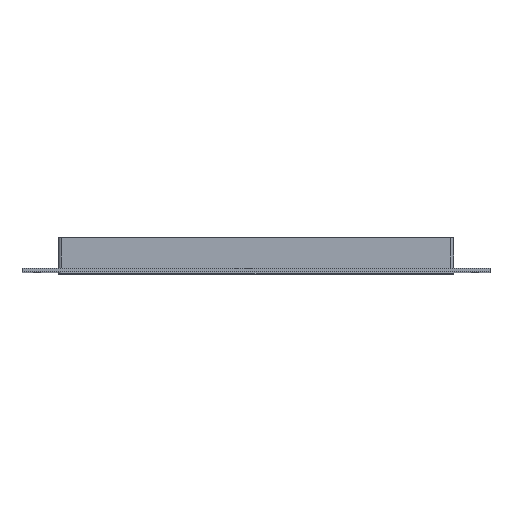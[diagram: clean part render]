
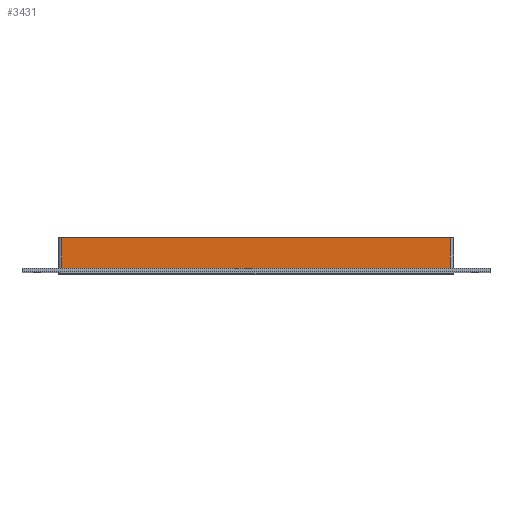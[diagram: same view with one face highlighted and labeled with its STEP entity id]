
A CAD part, top view. The second image highlights one B-rep face of the part: STEP entity #3431.
In plain terms, the highlighted planar face has unit normal (0, 0, 1).
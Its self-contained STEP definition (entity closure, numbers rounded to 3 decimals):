
#1385=CARTESIAN_POINT('',(-321.25,57.0,345.));
#1386=VERTEX_POINT('',#1385);
#1394=CARTESIAN_POINT('',(321.25,57.0,345.));
#1395=VERTEX_POINT('',#1394);
#1396=CARTESIAN_POINT('',(-321.25,57.0,345.));
#1397=DIRECTION('',(1.0,0.0,0.0));
#1398=VECTOR('',#1397,642.5);
#1399=LINE('',#1396,#1398);
#1400=EDGE_CURVE('',#1386,#1395,#1399,.T.);
#2881=CARTESIAN_POINT('',(321.25,6.,345.));
#2882=VERTEX_POINT('',#2881);
#2890=CARTESIAN_POINT('',(-321.25,6.,345.));
#2891=VERTEX_POINT('',#2890);
#2892=CARTESIAN_POINT('',(-321.25,6.,345.));
#2893=DIRECTION('',(1.0,0.0,0.0));
#2894=VECTOR('',#2893,642.5);
#2895=LINE('',#2892,#2894);
#2896=EDGE_CURVE('',#2891,#2882,#2895,.T.);
#3195=CARTESIAN_POINT('',(321.25,57.0,345.));
#3196=DIRECTION('',(0.0,-1.0,0.0));
#3197=VECTOR('',#3196,51.0);
#3198=LINE('',#3195,#3197);
#3199=EDGE_CURVE('',#1395,#2882,#3198,.T.);
#3409=CARTESIAN_POINT('',(-321.25,6.,345.));
#3410=DIRECTION('',(0.0,1.0,0.0));
#3411=VECTOR('',#3410,51.0);
#3412=LINE('',#3409,#3411);
#3413=EDGE_CURVE('',#2891,#1386,#3412,.T.);
#3420=CARTESIAN_POINT('',(-327.25,0.0,345.));
#3421=DIRECTION('',(0.0,0.0,1.0));
#3422=DIRECTION('',(1.0,0.0,0.0));
#3423=AXIS2_PLACEMENT_3D('',#3420,#3421,#3422);
#3424=PLANE('',#3423);
#3425=ORIENTED_EDGE('',*,*,#2896,.T.);
#3426=ORIENTED_EDGE('',*,*,#3199,.F.);
#3427=ORIENTED_EDGE('',*,*,#1400,.F.);
#3428=ORIENTED_EDGE('',*,*,#3413,.F.);
#3429=EDGE_LOOP('',(#3425,#3426,#3427,#3428));
#3430=FACE_OUTER_BOUND('',#3429,.T.);
#3431=ADVANCED_FACE('',(#3430),#3424,.T.);
